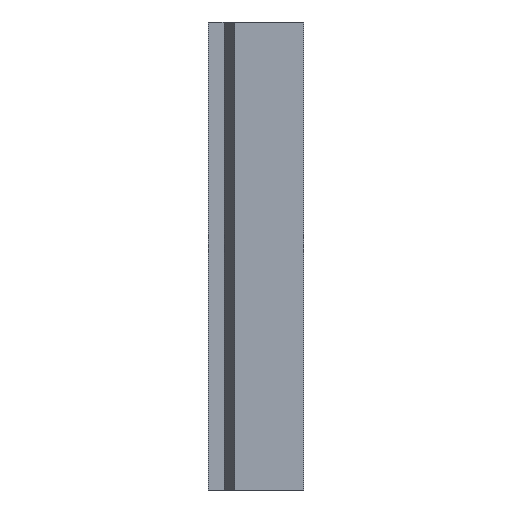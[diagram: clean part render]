
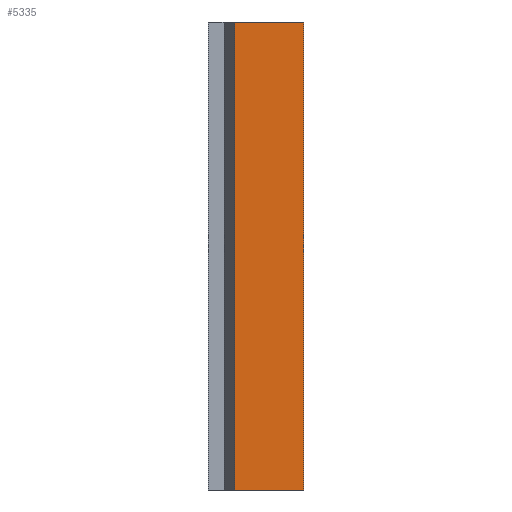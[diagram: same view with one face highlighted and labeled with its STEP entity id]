
A CAD part, left-side view. The second image highlights one B-rep face of the part: STEP entity #5335.
In plain terms, the highlighted planar face has unit normal (-1, 0, 0).
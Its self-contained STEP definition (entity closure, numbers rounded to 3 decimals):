
#13 = VECTOR ( 'NONE', #4875, 1000. ) ;
#87 = FACE_OUTER_BOUND ( 'NONE', #3947, .T. ) ;
#109 = CARTESIAN_POINT ( 'NONE',  ( -29.5, 0., 207. ) ) ;
#567 = VERTEX_POINT ( 'NONE', #109 ) ;
#662 = CARTESIAN_POINT ( 'NONE',  ( -29.5, 0., 92. ) ) ;
#860 = VECTOR ( 'NONE', #3326, 1000. ) ;
#1147 = AXIS2_PLACEMENT_3D ( 'NONE', #1745, #5090, #3012 ) ;
#1164 = LINE ( 'NONE', #2731, #2706 ) ;
#1431 = DIRECTION ( 'NONE',  ( 0., 0., -1. ) ) ;
#1587 = EDGE_CURVE ( 'NONE', #2955, #567, #1164, .T. ) ;
#1605 = CARTESIAN_POINT ( 'NONE',  ( -29.5, 16.985, 92. ) ) ;
#1745 = CARTESIAN_POINT ( 'NONE',  ( -29.5, 0., 92. ) ) ;
#1863 = ORIENTED_EDGE ( 'NONE', *, *, #5393, .F. ) ;
#2319 = DIRECTION ( 'NONE',  ( 0., 0., 1. ) ) ;
#2581 = CARTESIAN_POINT ( 'NONE',  ( -29.5, 0., 92. ) ) ;
#2690 = VERTEX_POINT ( 'NONE', #3037 ) ;
#2706 = VECTOR ( 'NONE', #2319, 1000. ) ;
#2731 = CARTESIAN_POINT ( 'NONE',  ( -29.5, 0., 92. ) ) ;
#2952 = EDGE_CURVE ( 'NONE', #2690, #4322, #5186, .T. ) ;
#2955 = VERTEX_POINT ( 'NONE', #2581 ) ;
#3004 = CARTESIAN_POINT ( 'NONE',  ( -29.5, 16.985, 207. ) ) ;
#3012 = DIRECTION ( 'NONE',  ( 0., 0., 1. ) ) ;
#3037 = CARTESIAN_POINT ( 'NONE',  ( -29.5, 16.985, 207. ) ) ;
#3326 = DIRECTION ( 'NONE',  ( 0., 1., 0. ) ) ;
#3328 = ORIENTED_EDGE ( 'NONE', *, *, #2952, .T. ) ;
#3330 = EDGE_CURVE ( 'NONE', #567, #2690, #4151, .T. ) ;
#3456 = PLANE ( 'NONE',  #1147 ) ;
#3947 = EDGE_LOOP ( 'NONE', ( #3328, #1863, #4494, #4101 ) ) ;
#4101 = ORIENTED_EDGE ( 'NONE', *, *, #3330, .T. ) ;
#4151 = LINE ( 'NONE', #5397, #860 ) ;
#4278 = VECTOR ( 'NONE', #1431, 1000. ) ;
#4322 = VERTEX_POINT ( 'NONE', #1605 ) ;
#4494 = ORIENTED_EDGE ( 'NONE', *, *, #1587, .T. ) ;
#4875 = DIRECTION ( 'NONE',  ( 0., 1., 0. ) ) ;
#4905 = LINE ( 'NONE', #662, #13 ) ;
#5090 = DIRECTION ( 'NONE',  ( -1., 0., 0. ) ) ;
#5186 = LINE ( 'NONE', #3004, #4278 ) ;
#5335 = ADVANCED_FACE ( 'NONE', ( #87 ), #3456, .T. ) ;
#5393 = EDGE_CURVE ( 'NONE', #2955, #4322, #4905, .T. ) ;
#5397 = CARTESIAN_POINT ( 'NONE',  ( -29.5, 0., 207. ) ) ;
